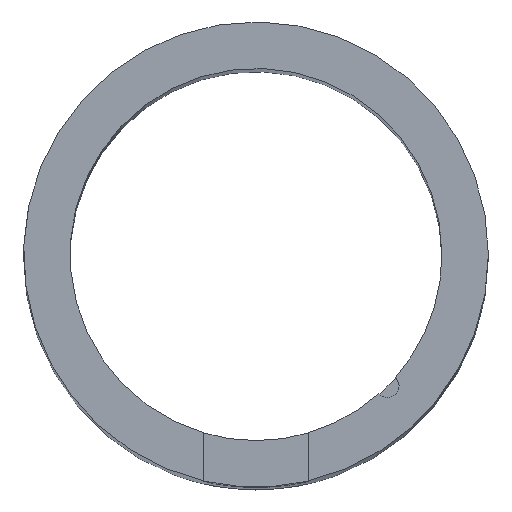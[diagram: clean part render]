
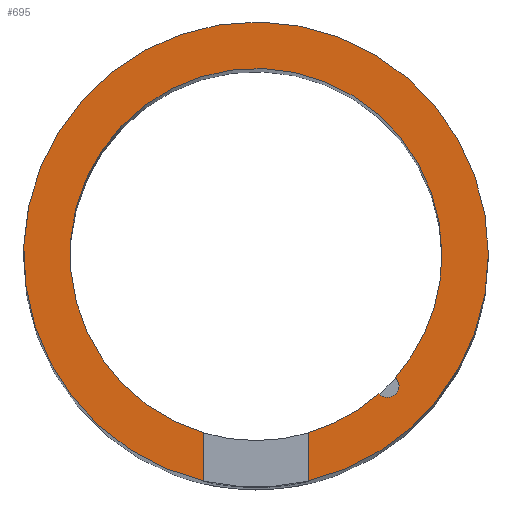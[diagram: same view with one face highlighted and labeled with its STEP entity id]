
A CAD part, top view. The second image highlights one B-rep face of the part: STEP entity #695.
In plain terms, the highlighted planar face has unit normal (0, 0, 1).
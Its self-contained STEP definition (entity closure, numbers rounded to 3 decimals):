
#128 = VERTEX_POINT('',#129);
#129 = CARTESIAN_POINT('',(10.,0.,81.));
#135 = EDGE_CURVE('',#128,#136,#138,.T.);
#136 = VERTEX_POINT('',#137);
#137 = CARTESIAN_POINT('',(-2.25,-9.744,81.));
#138 = CIRCLE('',#139,10.);
#139 = AXIS2_PLACEMENT_3D('',#140,#141,#142);
#140 = CARTESIAN_POINT('',(0.,0.,81.));
#141 = DIRECTION('',(0.,0.,1.));
#142 = DIRECTION('',(1.,0.,0.));
#162 = VERTEX_POINT('',#163);
#163 = CARTESIAN_POINT('',(2.25,-9.744,81.));
#169 = EDGE_CURVE('',#162,#128,#170,.T.);
#170 = CIRCLE('',#171,10.);
#171 = AXIS2_PLACEMENT_3D('',#172,#173,#174);
#172 = CARTESIAN_POINT('',(0.,0.,81.));
#173 = DIRECTION('',(0.,0.,1.));
#174 = DIRECTION('',(1.,0.,0.));
#695 = ADVANCED_FACE('',(#696),#759,.T.);
#696 = FACE_BOUND('',#697,.T.);
#697 = EDGE_LOOP('',(#698,#706,#707,#708,#716,#725,#734,#743,#752));
#698 = ORIENTED_EDGE('',*,*,#699,.T.);
#699 = EDGE_CURVE('',#700,#162,#702,.T.);
#700 = VERTEX_POINT('',#701);
#701 = CARTESIAN_POINT('',(2.25,-7.677,81.));
#702 = LINE('',#703,#704);
#703 = CARTESIAN_POINT('',(2.25,0.,81.));
#704 = VECTOR('',#705,1.);
#705 = DIRECTION('',(0.,-1.,0.));
#706 = ORIENTED_EDGE('',*,*,#169,.T.);
#707 = ORIENTED_EDGE('',*,*,#135,.T.);
#708 = ORIENTED_EDGE('',*,*,#709,.F.);
#709 = EDGE_CURVE('',#710,#136,#712,.T.);
#710 = VERTEX_POINT('',#711);
#711 = CARTESIAN_POINT('',(-2.25,-7.677,81.));
#712 = LINE('',#713,#714);
#713 = CARTESIAN_POINT('',(-2.25,0.,81.));
#714 = VECTOR('',#715,1.);
#715 = DIRECTION('',(0.,-1.,0.));
#716 = ORIENTED_EDGE('',*,*,#717,.F.);
#717 = EDGE_CURVE('',#718,#710,#720,.T.);
#718 = VERTEX_POINT('',#719);
#719 = CARTESIAN_POINT('',(8.,0.,81.));
#720 = CIRCLE('',#721,8.);
#721 = AXIS2_PLACEMENT_3D('',#722,#723,#724);
#722 = CARTESIAN_POINT('',(0.,0.,81.));
#723 = DIRECTION('',(0.,0.,1.));
#724 = DIRECTION('',(1.,0.,0.));
#725 = ORIENTED_EDGE('',*,*,#726,.F.);
#726 = EDGE_CURVE('',#727,#718,#729,.T.);
#727 = VERTEX_POINT('',#728);
#728 = CARTESIAN_POINT('',(5.999,-5.292,81.));
#729 = CIRCLE('',#730,8.);
#730 = AXIS2_PLACEMENT_3D('',#731,#732,#733);
#731 = CARTESIAN_POINT('',(0.,0.,81.));
#732 = DIRECTION('',(0.,0.,1.));
#733 = DIRECTION('',(1.,0.,0.));
#734 = ORIENTED_EDGE('',*,*,#735,.F.);
#735 = EDGE_CURVE('',#736,#727,#738,.T.);
#736 = VERTEX_POINT('',#737);
#737 = CARTESIAN_POINT('',(6.157,-5.657,81.));
#738 = CIRCLE('',#739,0.5);
#739 = AXIS2_PLACEMENT_3D('',#740,#741,#742);
#740 = CARTESIAN_POINT('',(5.657,-5.657,81.));
#741 = DIRECTION('',(0.,0.,1.));
#742 = DIRECTION('',(1.,0.,0.));
#743 = ORIENTED_EDGE('',*,*,#744,.F.);
#744 = EDGE_CURVE('',#745,#736,#747,.T.);
#745 = VERTEX_POINT('',#746);
#746 = CARTESIAN_POINT('',(5.292,-5.999,81.));
#747 = CIRCLE('',#748,0.5);
#748 = AXIS2_PLACEMENT_3D('',#749,#750,#751);
#749 = CARTESIAN_POINT('',(5.657,-5.657,81.));
#750 = DIRECTION('',(0.,0.,1.));
#751 = DIRECTION('',(1.,0.,0.));
#752 = ORIENTED_EDGE('',*,*,#753,.F.);
#753 = EDGE_CURVE('',#700,#745,#754,.T.);
#754 = CIRCLE('',#755,8.);
#755 = AXIS2_PLACEMENT_3D('',#756,#757,#758);
#756 = CARTESIAN_POINT('',(0.,0.,81.));
#757 = DIRECTION('',(0.,0.,1.));
#758 = DIRECTION('',(1.,0.,0.));
#759 = PLANE('',#760);
#760 = AXIS2_PLACEMENT_3D('',#761,#762,#763);
#761 = CARTESIAN_POINT('',(0.,0.,81.));
#762 = DIRECTION('',(0.,0.,1.));
#763 = DIRECTION('',(1.,0.,0.));
